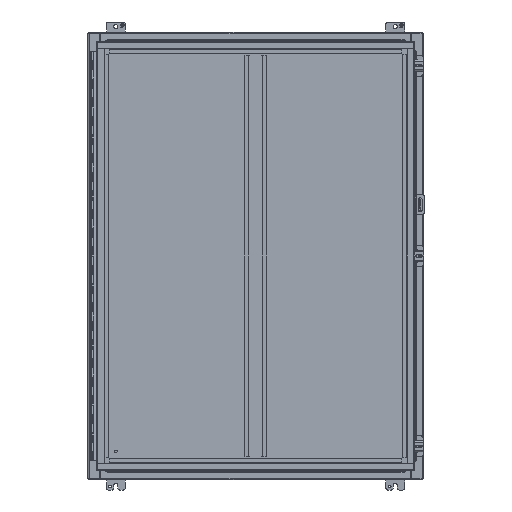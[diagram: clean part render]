
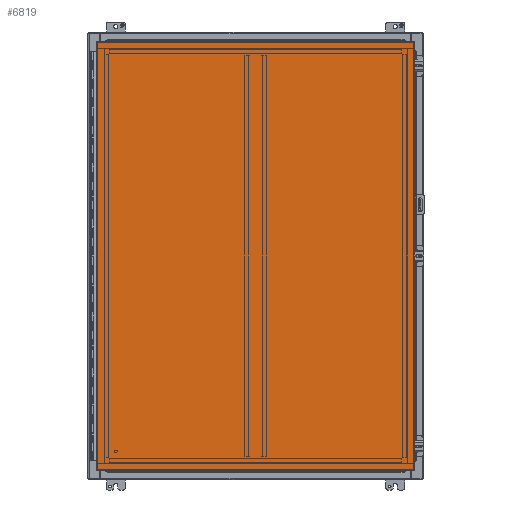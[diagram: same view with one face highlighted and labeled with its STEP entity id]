
A CAD part, front view. The second image highlights one B-rep face of the part: STEP entity #6819.
In plain terms, the highlighted planar face has unit normal (0, -1, 0).
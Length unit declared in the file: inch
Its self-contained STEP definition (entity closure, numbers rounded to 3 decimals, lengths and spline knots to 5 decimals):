
#1148 = LINE ( 'NONE', #41201, #15626 ) ;
#2918 = EDGE_CURVE ( 'NONE', #13584, #29001, #21480, .T. ) ;
#5538 = DIRECTION ( 'NONE',  ( -1., 0., 0. ) ) ;
#6819 = ADVANCED_FACE ( 'NONE', ( #21722 ), #10592, .T. ) ;
#7713 = DIRECTION ( 'NONE',  ( 0., 0., -1. ) ) ;
#8550 = EDGE_CURVE ( 'NONE', #29001, #24233, #9085, .T. ) ;
#8790 = VECTOR ( 'NONE', #42348, 39.37008 ) ;
#9085 = LINE ( 'NONE', #15479, #42457 ) ;
#9879 = ORIENTED_EDGE ( 'NONE', *, *, #2918, .T. ) ;
#10592 = PLANE ( 'NONE',  #46843 ) ;
#11209 = EDGE_CURVE ( 'NONE', #24233, #46120, #25945, .T. ) ;
#11561 = CARTESIAN_POINT ( 'NONE',  ( 16.986, -21.185, 22.9545 ) ) ;
#13584 = VERTEX_POINT ( 'NONE', #42173 ) ;
#14958 = EDGE_CURVE ( 'NONE', #46120, #13584, #1148, .T. ) ;
#15279 = ORIENTED_EDGE ( 'NONE', *, *, #14958, .T. ) ;
#15479 = CARTESIAN_POINT ( 'NONE',  ( -16.986, -21.185, 22.9545 ) ) ;
#15626 = VECTOR ( 'NONE', #22266, 39.37008 ) ;
#16481 = CARTESIAN_POINT ( 'NONE',  ( -16.986, -21.185, 22.9545 ) ) ;
#18415 = CARTESIAN_POINT ( 'NONE',  ( -16.986, -21.185, -22.9545 ) ) ;
#21480 = LINE ( 'NONE', #45660, #8790 ) ;
#21722 = FACE_OUTER_BOUND ( 'NONE', #32256, .T. ) ;
#22266 = DIRECTION ( 'NONE',  ( 1., 0., 0. ) ) ;
#24233 = VERTEX_POINT ( 'NONE', #16481 ) ;
#25945 = LINE ( 'NONE', #29730, #35082 ) ;
#28779 = CARTESIAN_POINT ( 'NONE',  ( -16.986, -21.185, -22.9545 ) ) ;
#29001 = VERTEX_POINT ( 'NONE', #11561 ) ;
#29730 = CARTESIAN_POINT ( 'NONE',  ( -16.986, -21.185, -22.9545 ) ) ;
#32145 = DIRECTION ( 'NONE',  ( 0., -1., 0. ) ) ;
#32256 = EDGE_LOOP ( 'NONE', ( #9879, #45557, #40529, #15279 ) ) ;
#35082 = VECTOR ( 'NONE', #7713, 39.37008 ) ;
#36193 = DIRECTION ( 'NONE',  ( 0., 0., -1. ) ) ;
#40529 = ORIENTED_EDGE ( 'NONE', *, *, #11209, .T. ) ;
#41201 = CARTESIAN_POINT ( 'NONE',  ( -16.986, -21.185, -22.9545 ) ) ;
#42173 = CARTESIAN_POINT ( 'NONE',  ( 16.986, -21.185, -22.9545 ) ) ;
#42348 = DIRECTION ( 'NONE',  ( 0., 0., 1. ) ) ;
#42457 = VECTOR ( 'NONE', #5538, 39.37008 ) ;
#45557 = ORIENTED_EDGE ( 'NONE', *, *, #8550, .T. ) ;
#45660 = CARTESIAN_POINT ( 'NONE',  ( 16.986, -21.185, -22.9545 ) ) ;
#46120 = VERTEX_POINT ( 'NONE', #28779 ) ;
#46843 = AXIS2_PLACEMENT_3D ( 'NONE', #18415, #32145, #36193 ) ;
